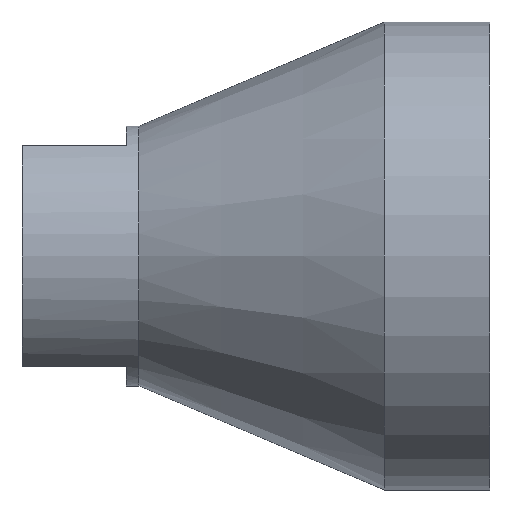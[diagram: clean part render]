
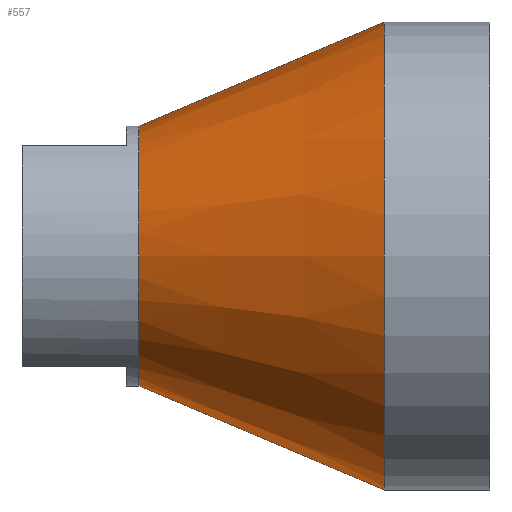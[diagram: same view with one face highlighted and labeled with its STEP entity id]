
A CAD part, front view. The second image highlights one B-rep face of the part: STEP entity #557.
In plain terms, the highlighted conical face has half-angle 22.971 degrees and reference radius 18 mm.
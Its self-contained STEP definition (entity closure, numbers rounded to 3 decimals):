
#13 = FACE_OUTER_BOUND ( 'NONE', #273, .T. ) ;
#16 = CIRCLE ( 'NONE', #293, 18. ) ;
#33 = CARTESIAN_POINT ( 'NONE',  ( -45.757, 0., 18. ) ) ;
#50 = VERTEX_POINT ( 'NONE', #33 ) ;
#76 = DIRECTION ( 'NONE',  ( -1., 0., 0. ) ) ;
#126 = AXIS2_PLACEMENT_3D ( 'NONE', #371, #211, #330 ) ;
#131 = CARTESIAN_POINT ( 'NONE',  ( -64.631, 0., 0. ) ) ;
#135 = DIRECTION ( 'NONE',  ( 0.921, 0., -0.39 ) ) ;
#171 = CARTESIAN_POINT ( 'NONE',  ( -64.631, 0., 10. ) ) ;
#211 = DIRECTION ( 'NONE',  ( 1., 0., 0. ) ) ;
#236 = LINE ( 'NONE', #450, #574 ) ;
#246 = EDGE_CURVE ( 'NONE', #530, #50, #616, .T. ) ;
#270 = CIRCLE ( 'NONE', #414, 10. ) ;
#273 = EDGE_LOOP ( 'NONE', ( #584, #523, #463, #386 ) ) ;
#287 = DIRECTION ( 'NONE',  ( 0., 0., 1. ) ) ;
#292 = DIRECTION ( 'NONE',  ( -1., 0., 0. ) ) ;
#293 = AXIS2_PLACEMENT_3D ( 'NONE', #342, #76, #287 ) ;
#300 = VERTEX_POINT ( 'NONE', #323 ) ;
#322 = CARTESIAN_POINT ( 'NONE',  ( -64.631, 0., -10. ) ) ;
#323 = CARTESIAN_POINT ( 'NONE',  ( -45.757, 0., -18. ) ) ;
#330 = DIRECTION ( 'NONE',  ( 0., 0., -1. ) ) ;
#336 = CONICAL_SURFACE ( 'NONE', #126, 18., 0.401 ) ;
#340 = EDGE_CURVE ( 'NONE', #578, #300, #236, .T. ) ;
#342 = CARTESIAN_POINT ( 'NONE',  ( -45.757, 0., 0. ) ) ;
#361 = EDGE_CURVE ( 'NONE', #578, #530, #270, .T. ) ;
#371 = CARTESIAN_POINT ( 'NONE',  ( -45.757, 0., 0. ) ) ;
#386 = ORIENTED_EDGE ( 'NONE', *, *, #475, .T. ) ;
#414 = AXIS2_PLACEMENT_3D ( 'NONE', #131, #292, #516 ) ;
#435 = VECTOR ( 'NONE', #618, 1000. ) ;
#450 = CARTESIAN_POINT ( 'NONE',  ( -45.757, 0., -18. ) ) ;
#463 = ORIENTED_EDGE ( 'NONE', *, *, #340, .T. ) ;
#470 = CARTESIAN_POINT ( 'NONE',  ( -45.757, 0., 18. ) ) ;
#475 = EDGE_CURVE ( 'NONE', #300, #50, #16, .T. ) ;
#516 = DIRECTION ( 'NONE',  ( 0., 0., 1. ) ) ;
#523 = ORIENTED_EDGE ( 'NONE', *, *, #361, .F. ) ;
#530 = VERTEX_POINT ( 'NONE', #171 ) ;
#557 = ADVANCED_FACE ( 'NONE', ( #13 ), #336, .T. ) ;
#574 = VECTOR ( 'NONE', #135, 1000. ) ;
#578 = VERTEX_POINT ( 'NONE', #322 ) ;
#584 = ORIENTED_EDGE ( 'NONE', *, *, #246, .F. ) ;
#616 = LINE ( 'NONE', #470, #435 ) ;
#618 = DIRECTION ( 'NONE',  ( 0.921, 0., 0.39 ) ) ;
